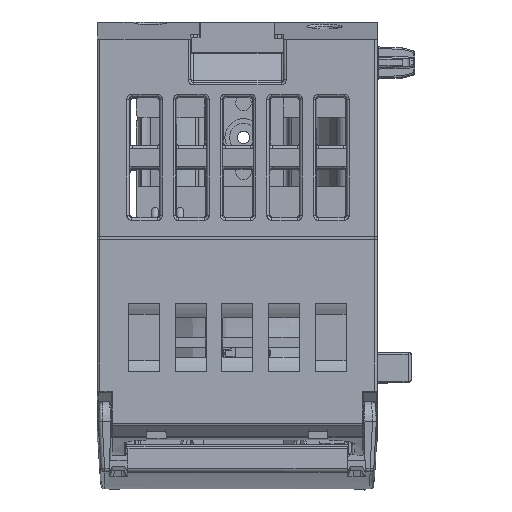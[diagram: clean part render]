
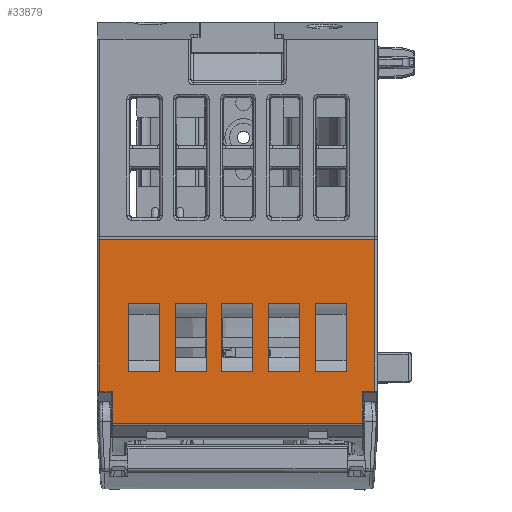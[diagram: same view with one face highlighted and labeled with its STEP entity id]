
A CAD part, top view. The second image highlights one B-rep face of the part: STEP entity #33879.
In plain terms, the highlighted face is planar.
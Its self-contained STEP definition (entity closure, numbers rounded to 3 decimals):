
#29124=PLANE('',#104086);
#30099=FACE_BOUND('',#42755,.T.);
#30100=FACE_BOUND('',#42756,.T.);
#30101=FACE_BOUND('',#42757,.T.);
#30102=FACE_BOUND('',#42758,.T.);
#30103=FACE_BOUND('',#42759,.T.);
#30104=FACE_BOUND('',#42760,.T.);
#33879=ADVANCED_FACE('',(#30099,#30100,#30101,#30102,#30103,#30104),#29124,
 .F.);
#42755=EDGE_LOOP('',(#75660,#75661,#75662,#75663,#75664,#75665,#75666,#75667));
#42756=EDGE_LOOP('',(#75668,#75669,#75670,#75671));
#42757=EDGE_LOOP('',(#75672,#75673,#75674,#75675));
#42758=EDGE_LOOP('',(#75676,#75677,#75678,#75679));
#42759=EDGE_LOOP('',(#75680,#75681,#75682,#75683));
#42760=EDGE_LOOP('',(#75684,#75685,#75686,#75687));
#47112=LINE('',#136708,#54347);
#50189=LINE('',#146325,#57424);
#50192=LINE('',#146357,#57427);
#50196=LINE('',#146409,#57431);
#50198=LINE('',#146415,#57433);
#50465=LINE('',#148519,#57700);
#50466=LINE('',#148521,#57701);
#50738=LINE('',#149316,#57973);
#50755=LINE('',#149361,#57990);
#50759=LINE('',#149374,#57994);
#50763=LINE('',#149383,#57998);
#50764=LINE('',#149385,#57999);
#50770=LINE('',#149403,#58005);
#50774=LINE('',#149416,#58009);
#50778=LINE('',#149425,#58013);
#50779=LINE('',#149427,#58014);
#50785=LINE('',#149445,#58020);
#50789=LINE('',#149458,#58024);
#50793=LINE('',#149467,#58028);
#50794=LINE('',#149469,#58029);
#50798=LINE('',#149484,#58033);
#50839=LINE('',#149636,#58074);
#50876=LINE('',#149977,#58111);
#50877=LINE('',#149979,#58112);
#50878=LINE('',#149981,#58113);
#50879=LINE('',#149982,#58114);
#50880=LINE('',#149984,#58115);
#50881=LINE('',#149986,#58116);
#54347=VECTOR('',#111017,1.);
#57424=VECTOR('',#117752,1.);
#57427=VECTOR('',#117763,1.);
#57431=VECTOR('',#117791,1.);
#57433=VECTOR('',#117797,1.);
#57700=VECTOR('',#118850,1.);
#57701=VECTOR('',#118853,1.);
#57973=VECTOR('',#119595,1.);
#57990=VECTOR('',#119636,1.);
#57994=VECTOR('',#119646,1.);
#57998=VECTOR('',#119656,1.);
#57999=VECTOR('',#119659,1.);
#58005=VECTOR('',#119677,1.);
#58009=VECTOR('',#119687,1.);
#58013=VECTOR('',#119697,1.);
#58014=VECTOR('',#119700,1.);
#58020=VECTOR('',#119718,1.);
#58024=VECTOR('',#119728,1.);
#58028=VECTOR('',#119738,1.);
#58029=VECTOR('',#119741,1.);
#58033=VECTOR('',#119759,1.);
#58074=VECTOR('',#119882,1.);
#58111=VECTOR('',#120043,1.);
#58112=VECTOR('',#120044,1.);
#58113=VECTOR('',#120045,1.);
#58114=VECTOR('',#120046,1.);
#58115=VECTOR('',#120047,1.);
#58116=VECTOR('',#120048,1.);
#75660=ORIENTED_EDGE('',*,*,#95370,.T.);
#75661=ORIENTED_EDGE('',*,*,#94749,.T.);
#75662=ORIENTED_EDGE('',*,*,#94752,.T.);
#75663=ORIENTED_EDGE('',*,*,#95877,.T.);
#75664=ORIENTED_EDGE('',*,*,#94724,.T.);
#75665=ORIENTED_EDGE('',*,*,#94733,.T.);
#75666=ORIENTED_EDGE('',*,*,#95371,.T.);
#75667=ORIENTED_EDGE('',*,*,#90790,.T.);
#75668=ORIENTED_EDGE('',*,*,#95970,.T.);
#75669=ORIENTED_EDGE('',*,*,#95971,.T.);
#75670=ORIENTED_EDGE('',*,*,#95972,.F.);
#75671=ORIENTED_EDGE('',*,*,#95814,.F.);
#75672=ORIENTED_EDGE('',*,*,#95806,.T.);
#75673=ORIENTED_EDGE('',*,*,#95794,.T.);
#75674=ORIENTED_EDGE('',*,*,#95805,.F.);
#75675=ORIENTED_EDGE('',*,*,#95800,.F.);
#75676=ORIENTED_EDGE('',*,*,#95785,.T.);
#75677=ORIENTED_EDGE('',*,*,#95773,.T.);
#75678=ORIENTED_EDGE('',*,*,#95784,.F.);
#75679=ORIENTED_EDGE('',*,*,#95779,.F.);
#75680=ORIENTED_EDGE('',*,*,#95764,.T.);
#75681=ORIENTED_EDGE('',*,*,#95752,.T.);
#75682=ORIENTED_EDGE('',*,*,#95763,.F.);
#75683=ORIENTED_EDGE('',*,*,#95758,.F.);
#75684=ORIENTED_EDGE('',*,*,#95973,.T.);
#75685=ORIENTED_EDGE('',*,*,#95974,.T.);
#75686=ORIENTED_EDGE('',*,*,#95975,.F.);
#75687=ORIENTED_EDGE('',*,*,#95730,.F.);
#82734=VERTEX_POINT('',#136707);
#82735=VERTEX_POINT('',#136709);
#85304=VERTEX_POINT('',#146292);
#85309=VERTEX_POINT('',#146323);
#85315=VERTEX_POINT('',#146356);
#85321=VERTEX_POINT('',#146396);
#85323=VERTEX_POINT('',#146408);
#85325=VERTEX_POINT('',#146414);
#85891=VERTEX_POINT('',#149313);
#85892=VERTEX_POINT('',#149315);
#85908=VERTEX_POINT('',#149360);
#85909=VERTEX_POINT('',#149362);
#85914=VERTEX_POINT('',#149373);
#85915=VERTEX_POINT('',#149375);
#85922=VERTEX_POINT('',#149402);
#85923=VERTEX_POINT('',#149404);
#85928=VERTEX_POINT('',#149415);
#85929=VERTEX_POINT('',#149417);
#85936=VERTEX_POINT('',#149444);
#85937=VERTEX_POINT('',#149446);
#85942=VERTEX_POINT('',#149457);
#85943=VERTEX_POINT('',#149459);
#85947=VERTEX_POINT('',#149481);
#85948=VERTEX_POINT('',#149483);
#86024=VERTEX_POINT('',#149978);
#86025=VERTEX_POINT('',#149980);
#86026=VERTEX_POINT('',#149983);
#86027=VERTEX_POINT('',#149985);
#90790=EDGE_CURVE('',#82735,#82734,#47112,.T.);
#94724=EDGE_CURVE('',#85304,#85309,#50189,.T.);
#94733=EDGE_CURVE('',#85309,#85315,#50192,.T.);
#94749=EDGE_CURVE('',#85321,#85323,#50196,.T.);
#94752=EDGE_CURVE('',#85323,#85325,#50198,.T.);
#95370=EDGE_CURVE('',#82734,#85321,#50465,.T.);
#95371=EDGE_CURVE('',#85315,#82735,#50466,.T.);
#95730=EDGE_CURVE('',#85892,#85891,#50738,.T.);
#95752=EDGE_CURVE('',#85909,#85908,#50755,.T.);
#95758=EDGE_CURVE('',#85914,#85915,#50759,.T.);
#95763=EDGE_CURVE('',#85915,#85908,#50763,.T.);
#95764=EDGE_CURVE('',#85914,#85909,#50764,.T.);
#95773=EDGE_CURVE('',#85923,#85922,#50770,.T.);
#95779=EDGE_CURVE('',#85928,#85929,#50774,.T.);
#95784=EDGE_CURVE('',#85929,#85922,#50778,.T.);
#95785=EDGE_CURVE('',#85928,#85923,#50779,.T.);
#95794=EDGE_CURVE('',#85937,#85936,#50785,.T.);
#95800=EDGE_CURVE('',#85942,#85943,#50789,.T.);
#95805=EDGE_CURVE('',#85943,#85936,#50793,.T.);
#95806=EDGE_CURVE('',#85942,#85937,#50794,.T.);
#95814=EDGE_CURVE('',#85948,#85947,#50798,.T.);
#95877=EDGE_CURVE('',#85325,#85304,#50839,.T.);
#95970=EDGE_CURVE('',#85948,#86024,#50876,.T.);
#95971=EDGE_CURVE('',#86024,#86025,#50877,.T.);
#95972=EDGE_CURVE('',#85947,#86025,#50878,.T.);
#95973=EDGE_CURVE('',#85892,#86026,#50879,.T.);
#95974=EDGE_CURVE('',#86026,#86027,#50880,.T.);
#95975=EDGE_CURVE('',#85891,#86027,#50881,.T.);
#104086=AXIS2_PLACEMENT_3D('',#149987,#120049,#120050);
#111017=DIRECTION('',(-1.,0.,0.));
#117752=DIRECTION('',(0.,0.,-1.));
#117763=DIRECTION('',(0.999,0.,-0.037));
#117791=DIRECTION('',(0.999,0.,0.037));
#117797=DIRECTION('',(0.,0.,1.));
#118850=DIRECTION('',(0.,0.,1.));
#118853=DIRECTION('',(0.,0.,-1.));
#119595=DIRECTION('',(0.,0.,-1.));
#119636=DIRECTION('',(0.,0.,-1.));
#119646=DIRECTION('',(0.,0.,-1.));
#119656=DIRECTION('',(-1.,0.,0.));
#119659=DIRECTION('',(-1.,0.,0.));
#119677=DIRECTION('',(0.,0.,-1.));
#119687=DIRECTION('',(0.,0.,-1.));
#119697=DIRECTION('',(-1.,0.,0.));
#119700=DIRECTION('',(-1.,0.,0.));
#119718=DIRECTION('',(0.,0.,-1.));
#119728=DIRECTION('',(0.,0.,-1.));
#119738=DIRECTION('',(-1.,0.,0.));
#119741=DIRECTION('',(-1.,0.,0.));
#119759=DIRECTION('',(0.,0.,-1.));
#119882=DIRECTION('',(1.,0.,0.));
#120043=DIRECTION('',(-1.,0.,0.));
#120044=DIRECTION('',(0.,0.,-1.));
#120045=DIRECTION('',(-1.,0.,0.));
#120046=DIRECTION('',(-1.,0.,0.));
#120047=DIRECTION('',(0.,0.,-1.));
#120048=DIRECTION('',(-1.,0.,0.));
#120049=DIRECTION('',(0.,-1.,0.));
#120050=DIRECTION('',(0.,0.,-1.));
#136707=CARTESIAN_POINT('',(-22.1,50.,35.));
#136708=CARTESIAN_POINT('',(22.5,50.,35.));
#136709=CARTESIAN_POINT('',(22.1,50.,35.));
#146292=CARTESIAN_POINT('',(20.1,50.,64.508));
#146323=CARTESIAN_POINT('',(20.1,50.,59.382));
#146325=CARTESIAN_POINT('',(20.1,50.,35.));
#146356=CARTESIAN_POINT('',(22.1,50.,59.308));
#146357=CARTESIAN_POINT('',(23.402,50.,59.259));
#146396=CARTESIAN_POINT('',(-22.1,50.,59.308));
#146408=CARTESIAN_POINT('',(-20.1,50.,59.382));
#146409=CARTESIAN_POINT('',(21.536,50.,60.929));
#146414=CARTESIAN_POINT('',(-20.1,50.,64.508));
#146415=CARTESIAN_POINT('',(-20.1,50.,64.508));
#148519=CARTESIAN_POINT('',(-22.1,50.,35.));
#148521=CARTESIAN_POINT('',(22.1,50.,35.));
#149313=CARTESIAN_POINT('',(17.5,50.,45.2));
#149315=CARTESIAN_POINT('',(17.5,50.,56.2));
#149316=CARTESIAN_POINT('',(17.5,50.,49.754));
#149360=CARTESIAN_POINT('',(5.,50.,45.2));
#149361=CARTESIAN_POINT('',(5.,50.,49.754));
#149362=CARTESIAN_POINT('',(5.,50.,56.2));
#149373=CARTESIAN_POINT('',(10.,50.,56.2));
#149374=CARTESIAN_POINT('',(10.,50.,49.754));
#149375=CARTESIAN_POINT('',(10.,50.,45.2));
#149383=CARTESIAN_POINT('',(-12.5,50.,45.2));
#149385=CARTESIAN_POINT('',(-12.5,50.,56.2));
#149402=CARTESIAN_POINT('',(-2.5,50.,45.2));
#149403=CARTESIAN_POINT('',(-2.5,50.,49.754));
#149404=CARTESIAN_POINT('',(-2.5,50.,56.2));
#149415=CARTESIAN_POINT('',(2.5,50.,56.2));
#149416=CARTESIAN_POINT('',(2.5,50.,49.754));
#149417=CARTESIAN_POINT('',(2.5,50.,45.2));
#149425=CARTESIAN_POINT('',(-12.5,50.,45.2));
#149427=CARTESIAN_POINT('',(-12.5,50.,56.2));
#149444=CARTESIAN_POINT('',(-10.,50.,45.2));
#149445=CARTESIAN_POINT('',(-10.,50.,49.754));
#149446=CARTESIAN_POINT('',(-10.,50.,56.2));
#149457=CARTESIAN_POINT('',(-5.,50.,56.2));
#149458=CARTESIAN_POINT('',(-5.,50.,49.754));
#149459=CARTESIAN_POINT('',(-5.,50.,45.2));
#149467=CARTESIAN_POINT('',(-12.5,50.,45.2));
#149469=CARTESIAN_POINT('',(-12.5,50.,56.2));
#149481=CARTESIAN_POINT('',(-12.5,50.,45.2));
#149483=CARTESIAN_POINT('',(-12.5,50.,56.2));
#149484=CARTESIAN_POINT('',(-12.5,50.,49.754));
#149636=CARTESIAN_POINT('',(22.5,50.,64.508));
#149977=CARTESIAN_POINT('',(-12.5,50.,56.2));
#149978=CARTESIAN_POINT('',(-17.5,50.,56.2));
#149979=CARTESIAN_POINT('',(-17.5,50.,49.754));
#149980=CARTESIAN_POINT('',(-17.5,50.,45.2));
#149981=CARTESIAN_POINT('',(-12.5,50.,45.2));
#149982=CARTESIAN_POINT('',(-12.5,50.,56.2));
#149983=CARTESIAN_POINT('',(12.5,50.,56.2));
#149984=CARTESIAN_POINT('',(12.5,50.,49.754));
#149985=CARTESIAN_POINT('',(12.5,50.,45.2));
#149986=CARTESIAN_POINT('',(-12.5,50.,45.2));
#149987=CARTESIAN_POINT('',(22.5,50.,35.));
